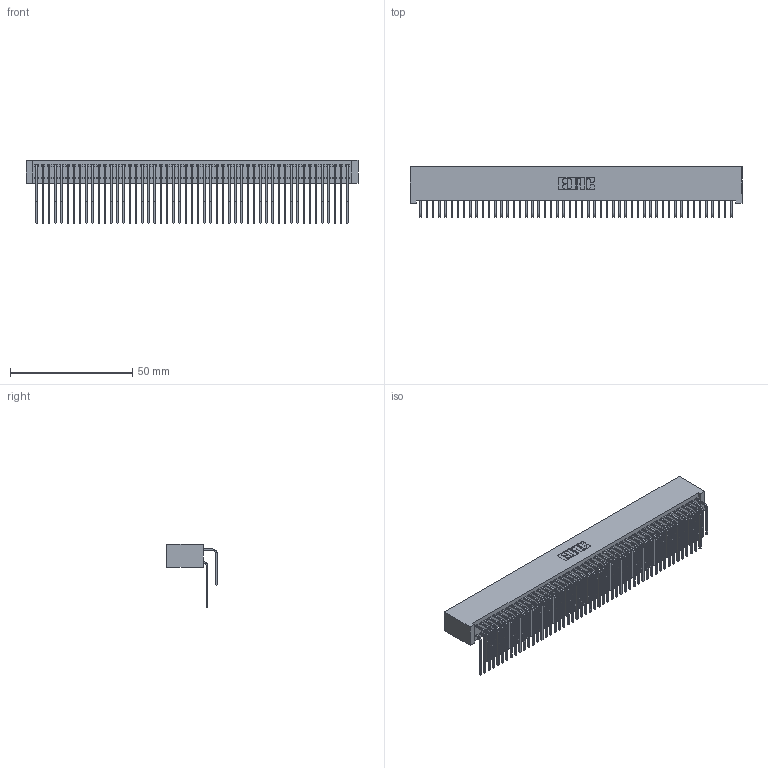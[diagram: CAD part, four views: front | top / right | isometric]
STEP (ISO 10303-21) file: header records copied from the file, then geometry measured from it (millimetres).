
FILE_DESCRIPTION (( 'STEP AP203' ), '1' );
FILE_NAME ('392-102-559-201.STEP', '2019-10-09T21:40:12', ( '' ), ( '' ), 'SwSTEP 2.0', 'SolidWorks 2016', '' );
FILE_SCHEMA (( 'CONFIG_CONTROL_DESIGN' ));
Length unit declared in the file: inch
Products named in the file (4): 345-292-001_558 559 Tail - 1; 345-292-001_559 Tail - 2; 392-102-559-201; 342 Part_Lugless
Assembly tree (103 placements, depth 2):
  392-102-559-201
    342 Part_Lugless
    345-292-001_558 559 Tail - 1  x51
    345-292-001_559 Tail - 2  x51
Bounding box: 135.79 x 20.64 x 25.78 mm (x, y, z)
Volume: 13271.1 mm3; surface area: 24931.8 mm2
Topology: 103 solids, 103 shells, 5610 faces, 16697 edges, 10994 vertices
Faces by surface type: plane 3938, cylinder 1672
Entity records: 33021 total; most frequent: CARTESIAN_POINT 5509, ORIENTED_EDGE 5394, DIRECTION 4665, EDGE_CURVE 2697, VECTOR 2537, LINE 2537, VERTEX_POINT 1794, AXIS2_PLACEMENT_3D 1064
